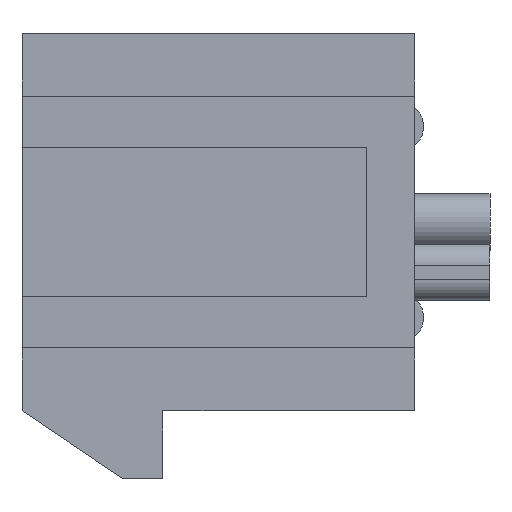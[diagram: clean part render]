
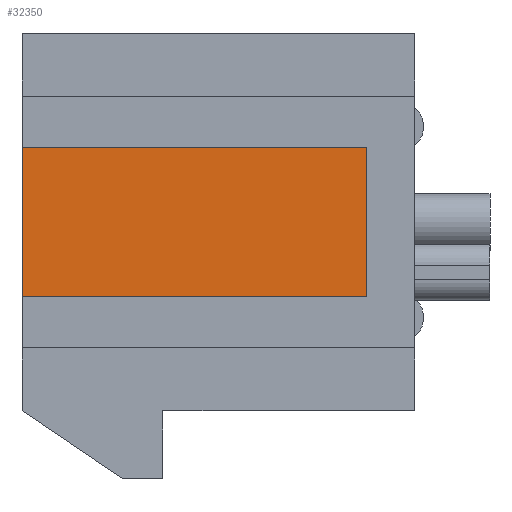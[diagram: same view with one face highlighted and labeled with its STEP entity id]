
A CAD part, left-side view. The second image highlights one B-rep face of the part: STEP entity #32350.
In plain terms, the highlighted planar face has unit normal (-1, 0, 0).
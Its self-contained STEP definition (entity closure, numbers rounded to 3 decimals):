
#8456=ORIENTED_EDGE('',*,*,#14490,.T.);
#8457=ORIENTED_EDGE('',*,*,#14492,.T.);
#8458=ORIENTED_EDGE('',*,*,#14493,.F.);
#8459=ORIENTED_EDGE('',*,*,#14494,.F.);
#14490=EDGE_CURVE('',#17887,#17886,#21830,.T.);
#14492=EDGE_CURVE('',#17886,#17888,#21832,.T.);
#14493=EDGE_CURVE('',#17889,#17888,#21833,.T.);
#14494=EDGE_CURVE('',#17887,#17889,#21834,.T.);
#17886=VERTEX_POINT('',#51694);
#17887=VERTEX_POINT('',#51696);
#17888=VERTEX_POINT('',#51700);
#17889=VERTEX_POINT('',#51702);
#21830=LINE('',#51695,#26030);
#21832=LINE('',#51699,#26032);
#21833=LINE('',#51701,#26033);
#21834=LINE('',#51703,#26034);
#26030=VECTOR('',#42143,1000.);
#26032=VECTOR('',#42147,1000.);
#26033=VECTOR('',#42148,1000.);
#26034=VECTOR('',#42149,1000.);
#27789=EDGE_LOOP('',(#8456,#8457,#8458,#8459));
#29401=FACE_BOUND('',#27789,.T.);
#30757=PLANE('',#34485);
#32350=ADVANCED_FACE('',(#29401),#30757,.F.);
#34485=AXIS2_PLACEMENT_3D('',#51698,#42145,#42146);
#42143=DIRECTION('',(0.,-1.,0.));
#42145=DIRECTION('',(1.,0.,0.));
#42146=DIRECTION('',(0.,0.,-1.));
#42147=DIRECTION('',(0.,0.,1.));
#42148=DIRECTION('',(0.,-1.,0.));
#42149=DIRECTION('',(0.,0.,1.));
#51694=CARTESIAN_POINT('',(-19.3,0.95,-1.485));
#51695=CARTESIAN_POINT('',(-19.3,7.8,-1.485));
#51696=CARTESIAN_POINT('',(-19.3,7.8,-1.485));
#51698=CARTESIAN_POINT('',(-19.3,7.8,-1.485));
#51699=CARTESIAN_POINT('',(-19.3,0.95,-1.485));
#51700=CARTESIAN_POINT('',(-19.3,0.95,1.485));
#51701=CARTESIAN_POINT('',(-19.3,7.8,1.485));
#51702=CARTESIAN_POINT('',(-19.3,7.8,1.485));
#51703=CARTESIAN_POINT('',(-19.3,7.8,-1.485));
